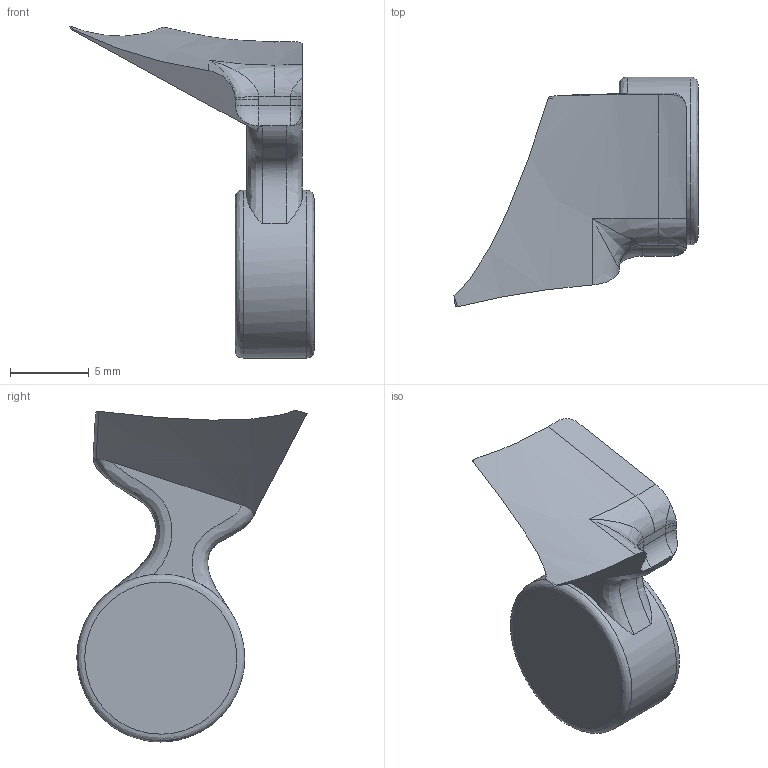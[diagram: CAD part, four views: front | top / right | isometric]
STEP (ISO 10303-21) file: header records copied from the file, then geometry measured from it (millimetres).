
FILE_DESCRIPTION(/* description */ ('STEP AP242','CAx-IF Rec.Pracs.---Representation and Presentation of Product Manufacturing Information (PMI)---4.0---2014-10-13','CAx-IF Rec.Pracs.---3D Tessellated Geometry---0.4---2014-09-14','2;1'),/* implementation_level */ '2;1');
FILE_NAME(/* name */ '64dbb20857831c305d5c7961',/* time_stamp */ '2023-08-15T17:12:40Z',/* author */ (''),/* organization */ (''),/* preprocessor_version */ 'ST-DEVELOPER v19.4',/* originating_system */ ' ',/* authorisation */ ' ');
FILE_SCHEMA (('AP242_MANAGED_MODEL_BASED_3D_ENGINEERING_MIM_LF { 1 0 10303 442 1 1 4 }'));
Length unit declared in the file: metre
Products named in the file (1): Part 10
Bounding box: 15.47 x 14.59 x 21.04 mm (x, y, z)
Volume: 742.1 mm3; surface area: 727.3 mm2
Topology: 1 solids, 1 shells, 37 faces, 92 edges, 57 vertices
Faces by surface type: bspline 23, plane 8, cylinder 4, sphere 2
Full cylindrical faces by diameter (mm): 10.638 x1
Entity records: 2455 total; most frequent: CARTESIAN_POINT 1775, ORIENTED_EDGE 176, EDGE_CURVE 88, DIRECTION 65, B_SPLINE_CURVE_WITH_KNOTS 64, VERTEX_POINT 57, EDGE_LOOP 41, FACE_BOUND 41
